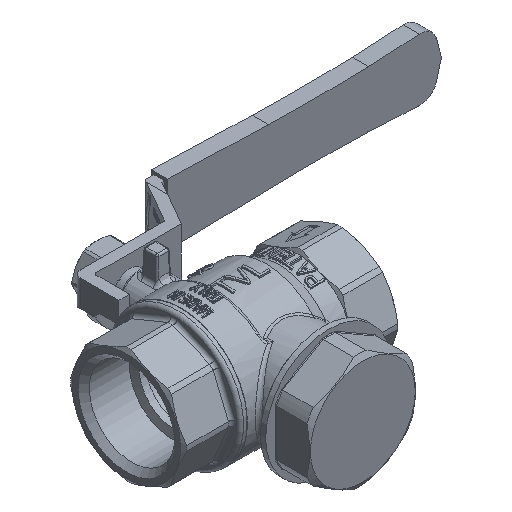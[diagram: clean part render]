
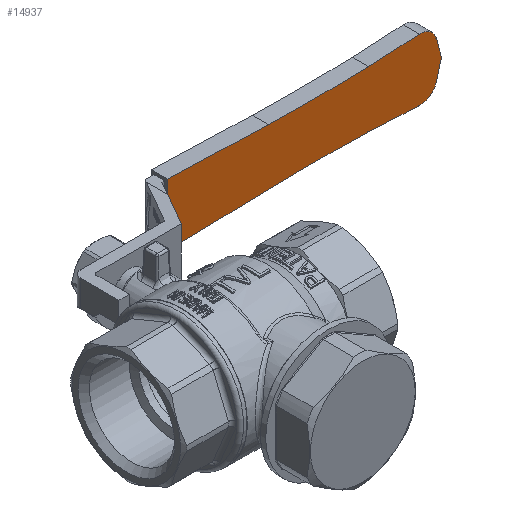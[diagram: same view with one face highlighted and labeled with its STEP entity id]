
A CAD part, isometric view. The second image highlights one B-rep face of the part: STEP entity #14937.
In plain terms, the highlighted planar face has unit normal (0, -1, 0).
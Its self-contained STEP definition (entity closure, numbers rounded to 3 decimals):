
#1388=PLANE('',#16284);
#2088=FACE_OUTER_BOUND('',#2971,.T.);
#2971=EDGE_LOOP('',(#13004,#13005,#13006,#13007,#13008,#13009,#13010,#13011,
#13012,#13013,#13014));
#4396=LINE('',#32938,#5422);
#4401=LINE('',#32949,#5427);
#4402=LINE('',#32953,#5428);
#4403=LINE('',#32957,#5429);
#4404=LINE('',#32959,#5430);
#4405=LINE('',#32963,#5431);
#4406=LINE('',#32966,#5432);
#5422=VECTOR('',#19077,10.);
#5427=VECTOR('',#19084,10.);
#5428=VECTOR('',#19087,10.);
#5429=VECTOR('',#19090,10.);
#5430=VECTOR('',#19091,10.);
#5431=VECTOR('',#19094,10.);
#5432=VECTOR('',#19097,10.);
#6231=CIRCLE('',#16285,499.2);
#6232=CIRCLE('',#16286,4.8);
#6233=CIRCLE('',#16287,4.8);
#6234=CIRCLE('',#16288,499.2);
#7319=VERTEX_POINT('',#32931);
#7322=VERTEX_POINT('',#32936);
#7327=VERTEX_POINT('',#32948);
#7328=VERTEX_POINT('',#32950);
#7329=VERTEX_POINT('',#32952);
#7330=VERTEX_POINT('',#32954);
#7331=VERTEX_POINT('',#32956);
#7332=VERTEX_POINT('',#32958);
#7333=VERTEX_POINT('',#32960);
#7334=VERTEX_POINT('',#32962);
#7335=VERTEX_POINT('',#32964);
#9279=EDGE_CURVE('',#7319,#7322,#4396,.T.);
#9284=EDGE_CURVE('',#7322,#7327,#4401,.T.);
#9285=EDGE_CURVE('',#7327,#7328,#6231,.T.);
#9286=EDGE_CURVE('',#7328,#7329,#4402,.T.);
#9287=EDGE_CURVE('',#7329,#7330,#6232,.T.);
#9288=EDGE_CURVE('',#7330,#7331,#4403,.T.);
#9289=EDGE_CURVE('',#7331,#7332,#4404,.T.);
#9290=EDGE_CURVE('',#7332,#7333,#6233,.T.);
#9291=EDGE_CURVE('',#7333,#7334,#4405,.T.);
#9292=EDGE_CURVE('',#7334,#7335,#6234,.T.);
#9293=EDGE_CURVE('',#7335,#7319,#4406,.T.);
#13004=ORIENTED_EDGE('',*,*,#9284,.T.);
#13005=ORIENTED_EDGE('',*,*,#9285,.T.);
#13006=ORIENTED_EDGE('',*,*,#9286,.T.);
#13007=ORIENTED_EDGE('',*,*,#9287,.T.);
#13008=ORIENTED_EDGE('',*,*,#9288,.T.);
#13009=ORIENTED_EDGE('',*,*,#9289,.T.);
#13010=ORIENTED_EDGE('',*,*,#9290,.T.);
#13011=ORIENTED_EDGE('',*,*,#9291,.T.);
#13012=ORIENTED_EDGE('',*,*,#9292,.T.);
#13013=ORIENTED_EDGE('',*,*,#9293,.T.);
#13014=ORIENTED_EDGE('',*,*,#9279,.T.);
#14937=ADVANCED_FACE('',(#2088),#1388,.F.);
#16284=AXIS2_PLACEMENT_3D('',#32947,#19082,#19083);
#16285=AXIS2_PLACEMENT_3D('',#32951,#19085,#19086);
#16286=AXIS2_PLACEMENT_3D('',#32955,#19088,#19089);
#16287=AXIS2_PLACEMENT_3D('',#32961,#19092,#19093);
#16288=AXIS2_PLACEMENT_3D('',#32965,#19095,#19096);
#19077=DIRECTION('',(0.,0.,-1.));
#19082=DIRECTION('center_axis',(0.,1.,0.));
#19083=DIRECTION('ref_axis',(0.,0.,1.));
#19084=DIRECTION('',(1.,0.,0.026));
#19085=DIRECTION('center_axis',(0.,1.,0.));
#19086=DIRECTION('ref_axis',(0.026,0.,-1.));
#19087=DIRECTION('',(0.999,0.,-0.052));
#19088=DIRECTION('center_axis',(0.,-1.,0.));
#19089=DIRECTION('ref_axis',(0.966,0.,-0.259));
#19090=DIRECTION('',(0.259,0.,0.966));
#19091=DIRECTION('',(-0.259,0.,0.966));
#19092=DIRECTION('center_axis',(0.,-1.,0.));
#19093=DIRECTION('ref_axis',(-0.052,0.,0.999));
#19094=DIRECTION('',(-0.999,0.,-0.052));
#19095=DIRECTION('center_axis',(0.,1.,0.));
#19096=DIRECTION('ref_axis',(-0.031,0.,1.));
#19097=DIRECTION('',(-0.999,0.,0.032));
#32931=CARTESIAN_POINT('',(23.006,9.2,11.203));
#32936=CARTESIAN_POINT('',(23.006,9.2,-6.422));
#32938=CARTESIAN_POINT('',(23.006,9.2,-6.422));
#32947=CARTESIAN_POINT('Origin',(59.35,9.2,2.325));
#32948=CARTESIAN_POINT('',(51.666,9.2,-5.671));
#32949=CARTESIAN_POINT('',(51.666,9.2,-5.671));
#32950=CARTESIAN_POINT('',(80.085,9.2,-5.736));
#32951=CARTESIAN_POINT('Origin',(64.734,9.2,-504.7));
#32952=CARTESIAN_POINT('',(94.536,9.2,-6.493));
#32953=CARTESIAN_POINT('',(94.536,9.2,-6.493));
#32954=CARTESIAN_POINT('',(99.424,9.2,-2.942));
#32955=CARTESIAN_POINT('Origin',(94.787,9.2,-1.7));
#32956=CARTESIAN_POINT('',(100.828,9.2,2.3));
#32957=CARTESIAN_POINT('',(100.828,9.2,2.3));
#32958=CARTESIAN_POINT('',(99.424,9.2,7.542));
#32959=CARTESIAN_POINT('',(99.424,9.2,7.542));
#32960=CARTESIAN_POINT('',(94.536,9.2,11.093));
#32961=CARTESIAN_POINT('Origin',(94.787,9.2,6.3));
#32962=CARTESIAN_POINT('',(80.085,9.2,10.336));
#32963=CARTESIAN_POINT('',(80.085,9.2,10.336));
#32964=CARTESIAN_POINT('',(51.669,9.2,10.271));
#32965=CARTESIAN_POINT('Origin',(64.734,9.2,509.3));
#32966=CARTESIAN_POINT('',(23.006,9.2,11.203));
